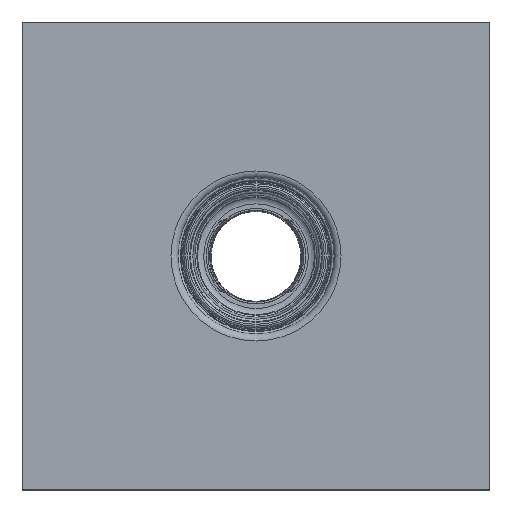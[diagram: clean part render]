
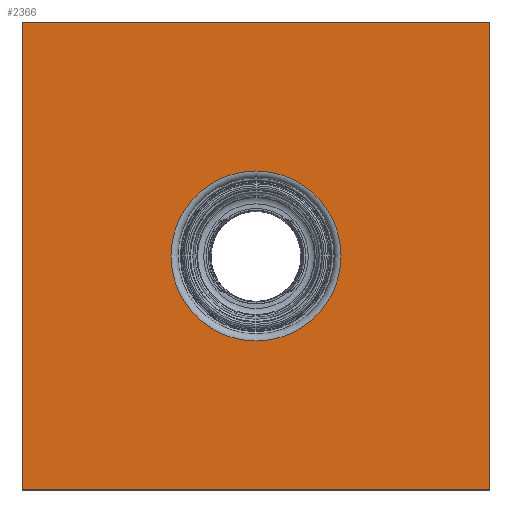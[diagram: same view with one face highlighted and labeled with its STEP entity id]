
A CAD part, top view. The second image highlights one B-rep face of the part: STEP entity #2366.
In plain terms, the highlighted planar face has unit normal (0, 0, 1).
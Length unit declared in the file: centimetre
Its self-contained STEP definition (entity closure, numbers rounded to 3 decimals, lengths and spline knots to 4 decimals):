
#201=FACE_BOUND('',#668,.T.);
#229=CIRCLE('',#2749,90.8789);
#500=FACE_OUTER_BOUND('',#667,.T.);
#667=EDGE_LOOP('',(#1538,#1539,#1540,#1541));
#668=EDGE_LOOP('',(#1542));
#856=VERTEX_POINT('',#4198);
#857=VERTEX_POINT('',#4200);
#859=VERTEX_POINT('',#4206);
#862=VERTEX_POINT('',#4211);
#864=VERTEX_POINT('',#4224);
#1117=EDGE_CURVE('',#856,#857,#2552,.T.);
#1123=EDGE_CURVE('',#862,#859,#2558,.T.);
#1124=EDGE_CURVE('',#857,#862,#2559,.T.);
#1127=EDGE_CURVE('',#856,#859,#2562,.T.);
#1129=EDGE_CURVE('',#864,#864,#229,.T.);
#1538=ORIENTED_EDGE('',*,*,#1127,.T.);
#1539=ORIENTED_EDGE('',*,*,#1123,.F.);
#1540=ORIENTED_EDGE('',*,*,#1124,.F.);
#1541=ORIENTED_EDGE('',*,*,#1117,.F.);
#1542=ORIENTED_EDGE('',*,*,#1129,.T.);
#2324=PLANE('',#2748);
#2366=ADVANCED_FACE('',(#500,#201),#2324,.F.);
#2552=LINE('',#4201,#2647);
#2558=LINE('',#4213,#2653);
#2559=LINE('',#4215,#2654);
#2562=LINE('',#4219,#2657);
#2647=VECTOR('',#3200,1.);
#2653=VECTOR('',#3208,1.);
#2654=VECTOR('',#3211,1.);
#2657=VECTOR('',#3216,1.);
#2748=AXIS2_PLACEMENT_3D('',#4223,#3221,#3222);
#2749=AXIS2_PLACEMENT_3D('',#4225,#3223,#3224);
#3200=DIRECTION('',(1.,0.,0.));
#3208=DIRECTION('',(-1.,0.,0.));
#3211=DIRECTION('',(0.,-1.,0.));
#3216=DIRECTION('',(0.,-1.,0.));
#3221=DIRECTION('center_axis',(0.,0.,-1.));
#3222=DIRECTION('ref_axis',(0.,-1.,0.));
#3223=DIRECTION('center_axis',(0.,0.,-1.));
#3224=DIRECTION('ref_axis',(1.,0.,0.));
#4198=CARTESIAN_POINT('',(-250.,250.,252.0038));
#4200=CARTESIAN_POINT('',(250.,250.,252.0038));
#4201=CARTESIAN_POINT('',(0.,250.,252.0038));
#4206=CARTESIAN_POINT('',(-250.,-250.,252.0038));
#4211=CARTESIAN_POINT('',(250.,-250.,252.0038));
#4213=CARTESIAN_POINT('',(0.,-250.,252.0038));
#4215=CARTESIAN_POINT('',(250.,0.,252.0038));
#4219=CARTESIAN_POINT('',(-250.,0.,252.0038));
#4223=CARTESIAN_POINT('Origin',(0.,0.,
252.0038));
#4224=CARTESIAN_POINT('',(0.,-90.8789,252.0038));
#4225=CARTESIAN_POINT('Origin',(0.,0.,
252.0038));
